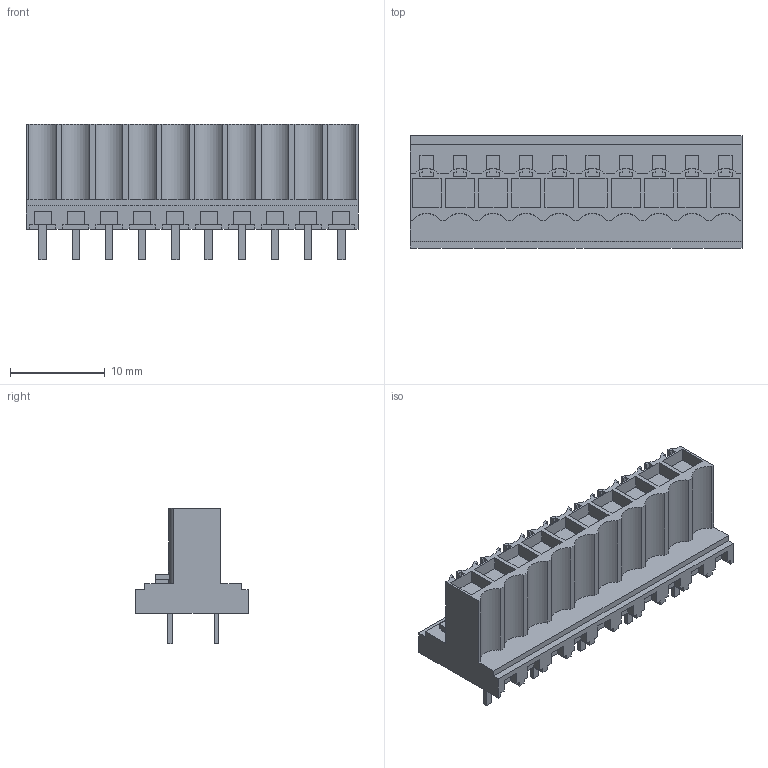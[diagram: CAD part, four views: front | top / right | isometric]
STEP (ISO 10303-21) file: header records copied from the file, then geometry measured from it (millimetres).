
FILE_DESCRIPTION(('CATIA V5 STEP Exchange','CAx-IF Rec.Pracs.--- Model Styling and Organization---1.2---2011-12-15'),'2;1');
FILE_NAME ('D1451609_0_1376470000_1376470000.stp','2017-04-29T07:09:10+00:00',('none'),('Weidmueller'),'CATIA Version 5-6 Release 2014','CATIA V5 STEP AP214','none');
FILE_SCHEMA(('AUTOMOTIVE_DESIGN { 1 0 10303 214 1 1 1 1 }'));
Length unit declared in the file: millimetre
Products named in the file (1): 1376470000
Bounding box: 35 x 11.85 x 14.3 mm (x, y, z)
Volume: 2268.4 mm3; surface area: 2417.3 mm2
Topology: 11 solids, 11 shells, 484 faces, 1410 edges, 958 vertices
Faces by surface type: plane 464, cylinder 20
Entity records: 14555 total; most frequent: ORIENTED_EDGE 2820, CARTESIAN_POINT 2615, DIRECTION 1902, EDGE_CURVE 1410, VECTOR 1310, LINE 1310, VERTEX_POINT 958, EDGE_LOOP 494
